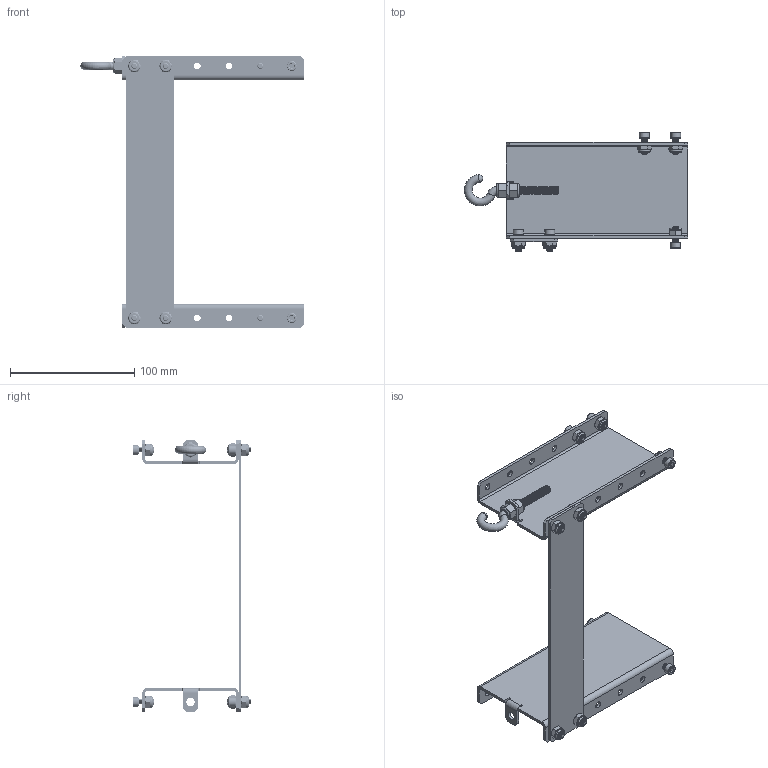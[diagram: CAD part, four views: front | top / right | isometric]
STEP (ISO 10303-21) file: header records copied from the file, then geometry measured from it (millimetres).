
FILE_DESCRIPTION(/* description */ (''),/* implementation_level */ '2;1');
FILE_NAME(/* name */ 'MISC_BatteryHolder_am-2939.iam.stp',/* time_stamp */ '2016-01-07T16:50:34-08:00',/* author */ ('PhillipD'),/* organization */ (''),/* preprocessor_version */ 'ST-DEVELOPER v16.1',/* originating_system */ 'Autodesk Inventor 2016',/* authorisation */ '');
FILE_SCHEMA (('AUTOMOTIVE_DESIGN { 1 0 10303 214 3 1 1 }'));
Length unit declared in the file: millimetre
Products named in the file (7): Battery Holder; Lower strap; 14-20 Open Eye Bolt 9490T4; 14-20 Nylock Nut_97135A210; 10-32x0500 - Mcm 91251A342_91251A342; 10-32 Nylock Nut; MISC_BatteryHolder_am-2939
Assembly tree (26 placements, depth 2):
  MISC_BatteryHolder_am-2939
    Battery Holder  x2
    Lower strap
    14-20 Open Eye Bolt 9490T4
    14-20 Nylock Nut_97135A210  x2
    10-32x0500 - Mcm 91251A342_91251A342  x10
    10-32 Nylock Nut  x10
Bounding box: 179.94 x 95.89 x 219.07 mm (x, y, z)
Volume: 101823.5 mm3; surface area: 97620.2 mm2
Topology: 28 solids, 28 shells, 724 faces, 1615 edges, 980 vertices
Faces by surface type: plane 282, cone 141, cylinder 138, sphere 121, bspline 24, torus 18
Full cylindrical faces by diameter (mm): 4.039 x10, 5.08 x4, 5.22 x2, 5.334 x24, 5.387 x8, 6.35 x10, 6.654 x10, 6.706 x2, 6.843 x2, 7.925 x10, 9.525 x10
Entity records: 17168 total; most frequent: CARTESIAN_POINT 12818, DIRECTION 859, ORIENTED_EDGE 794, EDGE_CURVE 397, AXIS2_PLACEMENT_3D 365, VERTEX_POINT 288, EDGE_LOOP 275, FACE_OUTER_BOUND 179
